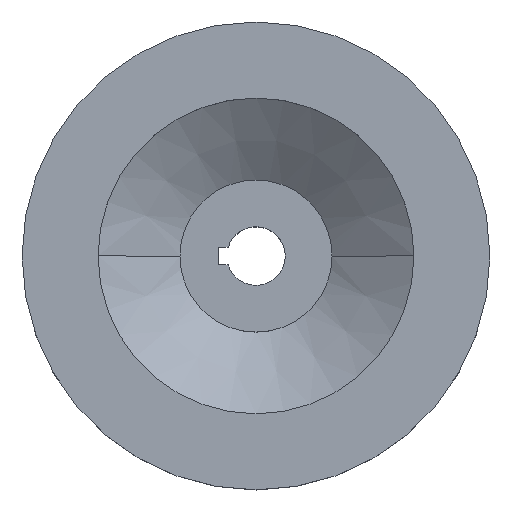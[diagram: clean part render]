
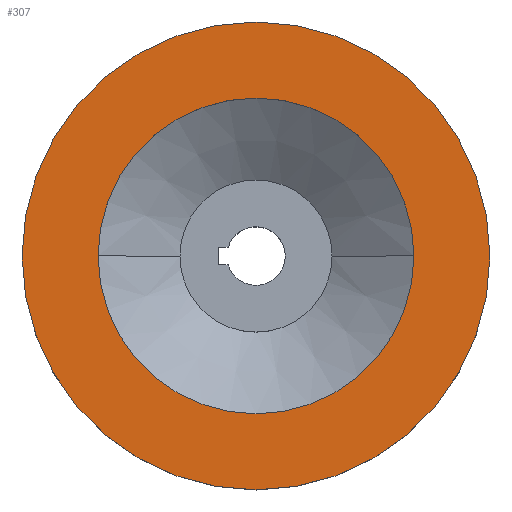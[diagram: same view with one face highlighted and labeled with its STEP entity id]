
A CAD part, top view. The second image highlights one B-rep face of the part: STEP entity #307.
In plain terms, the highlighted planar face has unit normal (0, 0, 1).
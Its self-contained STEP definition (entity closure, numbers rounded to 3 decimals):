
#139=EDGE_CURVE('',#327,#323,#363,.T.);
#153=VERTEX_POINT('',#378);
#169=EDGE_CURVE('',#323,#327,#395,.T.);
#187=EDGE_CURVE('',#193,#153,#413,.T.);
#191=EDGE_CURVE('',#153,#193,#418,.T.);
#193=VERTEX_POINT('',#420);
#307=ADVANCED_FACE('',(#552,#553),#554,.T.);
#323=VERTEX_POINT('',#571);
#327=VERTEX_POINT('',#575);
#363=CIRCLE('',#608,40.0);
#378=CARTESIAN_POINT('',(-27.0,0.,26.0));
#395=CIRCLE('',#652,40.0);
#413=CIRCLE('',#680,27.0);
#418=CIRCLE('',#686,27.0);
#420=CARTESIAN_POINT('',(27.,0.,26.0));
#552=FACE_OUTER_BOUND('',#857,.T.);
#553=FACE_BOUND('',#858,.T.);
#554=PLANE('',#859);
#571=CARTESIAN_POINT('',(-40.0,0.,26.0));
#575=CARTESIAN_POINT('',(40.,0.,26.0));
#608=AXIS2_PLACEMENT_3D('',#907,#908,#909);
#652=AXIS2_PLACEMENT_3D('',#944,#945,#946);
#680=AXIS2_PLACEMENT_3D('',#959,#960,#961);
#686=AXIS2_PLACEMENT_3D('',#970,#971,#972);
#857=EDGE_LOOP('',(#1153,#1154));
#858=EDGE_LOOP('',(#1155,#1156));
#859=AXIS2_PLACEMENT_3D('',#1157,#1158,#1159);
#907=CARTESIAN_POINT('',(0.,0.,26.0));
#908=DIRECTION('',(-0.0,0.0,-1.0));
#909=DIRECTION('',(-1.0,0.,0.0));
#944=CARTESIAN_POINT('',(0.,0.,26.0));
#945=DIRECTION('',(-0.0,0.0,-1.0));
#946=DIRECTION('',(-1.0,0.,0.0));
#959=CARTESIAN_POINT('',(0.,0.,26.0));
#960=DIRECTION('',(-0.0,0.0,-1.0));
#961=DIRECTION('',(-1.0,0.,0.0));
#970=CARTESIAN_POINT('',(0.,0.,26.0));
#971=DIRECTION('',(-0.0,0.0,-1.0));
#972=DIRECTION('',(-1.0,0.,0.0));
#1153=ORIENTED_EDGE('',*,*,#169,.F.);
#1154=ORIENTED_EDGE('',*,*,#139,.F.);
#1155=ORIENTED_EDGE('',*,*,#191,.T.);
#1156=ORIENTED_EDGE('',*,*,#187,.T.);
#1157=CARTESIAN_POINT('',(-33.5,0.,26.0));
#1158=DIRECTION('',(0.0,0.0,1.0));
#1159=DIRECTION('',(-1.0,0.,0.0));
